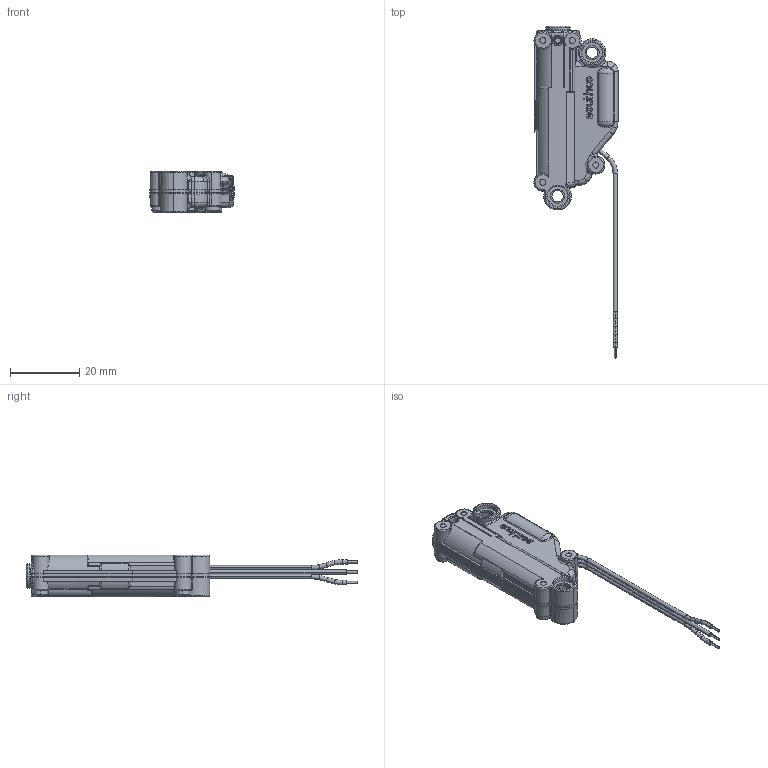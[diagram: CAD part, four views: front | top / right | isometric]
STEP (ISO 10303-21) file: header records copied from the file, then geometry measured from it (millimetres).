
FILE_DESCRIPTION (( 'STEP AP214' ), '1' );
FILE_NAME ('Southco-AC-EM-050-5020.step', '2019-02-21T11:43:28', ( '' ), ( '' ), 'SwSTEP 2.0', 'SolidWorks 2019', '' );
FILE_SCHEMA (( 'AUTOMOTIVE_DESIGN' ));
Length unit declared in the file: millimetre
Products named in the file (10): Southco-AC-EM-050-5020_AC-EM-050-5020.sldasm-Part-2; Southco-AC-EM-050-5020_AC-EM-050-5020.sldasm-Part-5; Southco-AC-EM-050-5020_AC-EM-050-5020.sldasm-Part-9; Southco-AC-EM-050-5020_AC-EM-050-5020.sldasm-Part-1; Southco-AC-EM-050-5020_AC-EM-050-5020.sldasm-Part-7; Southco-AC-EM-050-5020; Southco-AC-EM-050-5020_AC-EM-050-5020.sldasm-Part-4; Southco-AC-EM-050-5020_AC-EM-050-5020.sldasm-Part-3; Southco-AC-EM-050-5020_AC-EM-050-5020.sldasm-Part-8; Southco-AC-EM-050-5020_AC-EM-050-5020.sldasm-Part-6
Assembly tree (12 placements, depth 2):
  Southco-AC-EM-050-5020
    Southco-AC-EM-050-5020_AC-EM-050-5020.sldasm-Part-1
    Southco-AC-EM-050-5020_AC-EM-050-5020.sldasm-Part-2
    Southco-AC-EM-050-5020_AC-EM-050-5020.sldasm-Part-3  x4
    Southco-AC-EM-050-5020_AC-EM-050-5020.sldasm-Part-4
    Southco-AC-EM-050-5020_AC-EM-050-5020.sldasm-Part-5
    Southco-AC-EM-050-5020_AC-EM-050-5020.sldasm-Part-6
    Southco-AC-EM-050-5020_AC-EM-050-5020.sldasm-Part-7
    Southco-AC-EM-050-5020_AC-EM-050-5020.sldasm-Part-8
    Southco-AC-EM-050-5020_AC-EM-050-5020.sldasm-Part-9
Bounding box: 24.34 x 95.98 x 12 mm (x, y, z)
Volume: 8083.8 mm3; surface area: 10258.4 mm2
Topology: 12 solids, 12 shells, 1240 faces, 3076 edges, 1883 vertices
Faces by surface type: plane 349, cylinder 287, bspline 218, torus 210, cone 142, sphere 34
Entity records: 39680 total; most frequent: CARTESIAN_POINT 16378, ORIENTED_EDGE 5142, DIRECTION 4245, EDGE_CURVE 2571, AXIS2_PLACEMENT_3D 1718, VERTEX_POINT 1619, EDGE_LOOP 1096, ADVANCED_FACE 1021
